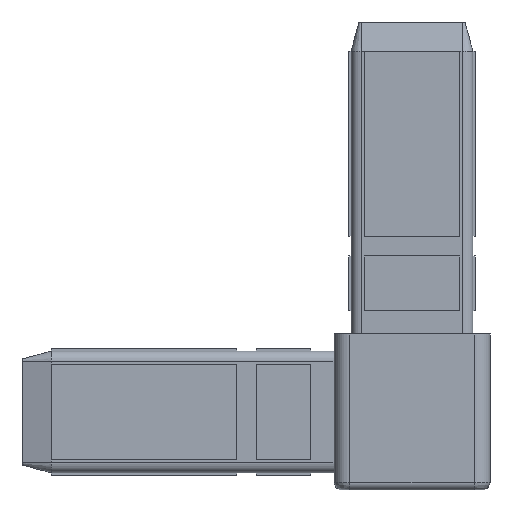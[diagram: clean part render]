
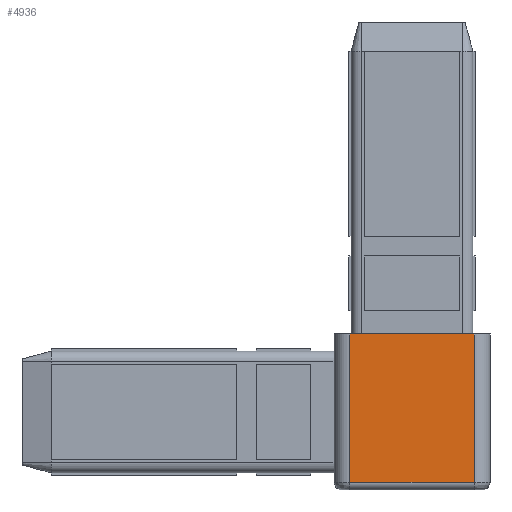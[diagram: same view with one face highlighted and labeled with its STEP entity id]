
A CAD part, front view. The second image highlights one B-rep face of the part: STEP entity #4936.
In plain terms, the highlighted planar face has unit normal (0, -1, 0).
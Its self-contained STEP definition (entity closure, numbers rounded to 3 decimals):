
#25=CARTESIAN_POINT('',(2.0,-20.0,10.0));
#26=VERTEX_POINT('',#25);
#34=CARTESIAN_POINT('',(18.0,-20.0,10.0));
#35=VERTEX_POINT('',#34);
#36=CARTESIAN_POINT('',(2.0,-20.0,10.0));
#37=DIRECTION('',(1.0,0.0,0.0));
#38=VECTOR('',#37,16.0);
#39=LINE('',#36,#38);
#40=EDGE_CURVE('',#26,#35,#39,.T.);
#4893=CARTESIAN_POINT('',(18.0,-20.0,-9.0));
#4894=VERTEX_POINT('',#4893);
#4895=CARTESIAN_POINT('',(18.0,-20.0,-9.0));
#4896=DIRECTION('',(0.0,0.0,1.0));
#4897=VECTOR('',#4896,19.0);
#4898=LINE('',#4895,#4897);
#4899=EDGE_CURVE('',#4894,#35,#4898,.T.);
#4913=CARTESIAN_POINT('',(2.0,-20.0,-10.0));
#4914=DIRECTION('',(0.0,-1.0,0.0));
#4915=DIRECTION('',(1.0,0.0,0.0));
#4916=AXIS2_PLACEMENT_3D('',#4913,#4914,#4915);
#4917=PLANE('',#4916);
#4918=CARTESIAN_POINT('',(2.0,-20.0,-9.0));
#4919=VERTEX_POINT('',#4918);
#4920=CARTESIAN_POINT('',(2.0,-20.0,-9.0));
#4921=DIRECTION('',(0.0,0.0,1.0));
#4922=VECTOR('',#4921,19.0);
#4923=LINE('',#4920,#4922);
#4924=EDGE_CURVE('',#4919,#26,#4923,.T.);
#4925=ORIENTED_EDGE('',*,*,#4924,.F.);
#4926=CARTESIAN_POINT('',(2.0,-20.0,-9.0));
#4927=DIRECTION('',(1.0,0.0,0.0));
#4928=VECTOR('',#4927,16.0);
#4929=LINE('',#4926,#4928);
#4930=EDGE_CURVE('',#4919,#4894,#4929,.T.);
#4931=ORIENTED_EDGE('',*,*,#4930,.T.);
#4932=ORIENTED_EDGE('',*,*,#4899,.T.);
#4933=ORIENTED_EDGE('',*,*,#40,.F.);
#4934=EDGE_LOOP('',(#4925,#4931,#4932,#4933));
#4935=FACE_OUTER_BOUND('',#4934,.T.);
#4936=ADVANCED_FACE('',(#4935),#4917,.T.);
